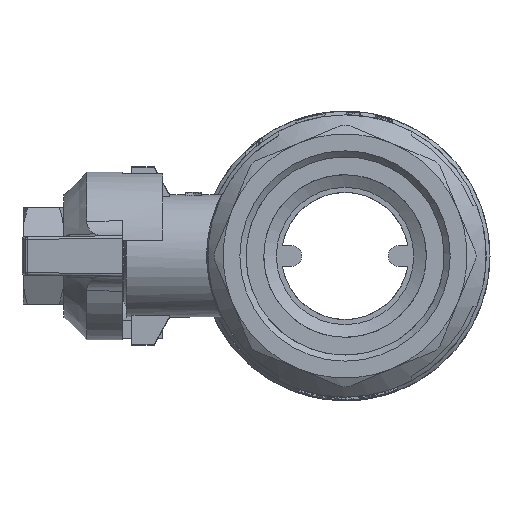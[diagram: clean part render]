
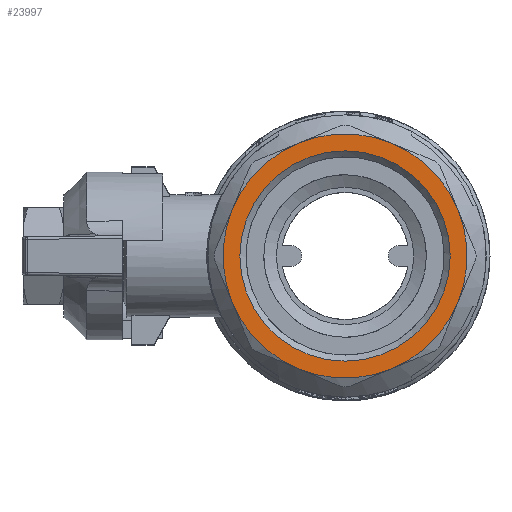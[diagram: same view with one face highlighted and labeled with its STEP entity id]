
A CAD part, left-side view. The second image highlights one B-rep face of the part: STEP entity #23997.
In plain terms, the highlighted face is planar.
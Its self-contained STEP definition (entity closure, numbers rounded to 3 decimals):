
#3024=PLANE('',#27443);
#3391=CIRCLE('',#27270,24.);
#3417=CIRCLE('',#27343,24.);
#3419=CIRCLE('',#27347,24.);
#3433=CIRCLE('',#27417,24.);
#3434=CIRCLE('',#27419,24.);
#3437=CIRCLE('',#27427,24.);
#3441=CIRCLE('',#27436,24.);
#3445=CIRCLE('',#27444,24.);
#3446=CIRCLE('',#27445,20.676);
#10272=ORIENTED_EDGE('',*,*,#14071,.T.);
#10273=ORIENTED_EDGE('',*,*,#14184,.T.);
#10274=ORIENTED_EDGE('',*,*,#14164,.T.);
#10275=ORIENTED_EDGE('',*,*,#14166,.T.);
#10276=ORIENTED_EDGE('',*,*,#14175,.T.);
#10277=ORIENTED_EDGE('',*,*,#14194,.T.);
#10278=ORIENTED_EDGE('',*,*,#13992,.T.);
#10279=ORIENTED_EDGE('',*,*,#14080,.T.);
#10280=ORIENTED_EDGE('',*,*,#14195,.F.);
#13992=EDGE_CURVE('',#16614,#16616,#3391,.T.);
#14071=EDGE_CURVE('',#16657,#16658,#3417,.T.);
#14080=EDGE_CURVE('',#16616,#16657,#3419,.T.);
#14164=EDGE_CURVE('',#16688,#16687,#3433,.T.);
#14166=EDGE_CURVE('',#16687,#16689,#3434,.T.);
#14175=EDGE_CURVE('',#16689,#16692,#3437,.T.);
#14184=EDGE_CURVE('',#16658,#16688,#3441,.T.);
#14194=EDGE_CURVE('',#16692,#16614,#3445,.T.);
#14195=EDGE_CURVE('',#16702,#16702,#3446,.T.);
#16614=VERTEX_POINT('',#46387);
#16616=VERTEX_POINT('',#46427);
#16657=VERTEX_POINT('',#46723);
#16658=VERTEX_POINT('',#46724);
#16687=VERTEX_POINT('',#47320);
#16688=VERTEX_POINT('',#47396);
#16689=VERTEX_POINT('',#47436);
#16692=VERTEX_POINT('',#47609);
#16702=VERTEX_POINT('',#47937);
#20963=EDGE_LOOP('',(#10272,#10273,#10274,#10275,#10276,#10277,#10278,#10279));
#20964=EDGE_LOOP('',(#10280));
#22458=FACE_BOUND('',#20963,.T.);
#22459=FACE_BOUND('',#20964,.T.);
#23997=ADVANCED_FACE('',(#22458,#22459),#3024,.T.);
#27270=AXIS2_PLACEMENT_3D('',#46428,#34943,#34944);
#27343=AXIS2_PLACEMENT_3D('',#46722,#35133,#35134);
#27347=AXIS2_PLACEMENT_3D('',#46920,#35143,#35144);
#27417=AXIS2_PLACEMENT_3D('',#47397,#35343,#35344);
#27419=AXIS2_PLACEMENT_3D('',#47438,#35347,#35348);
#27427=AXIS2_PLACEMENT_3D('',#47610,#35364,#35365);
#27436=AXIS2_PLACEMENT_3D('',#47772,#35383,#35384);
#27443=AXIS2_PLACEMENT_3D('',#47934,#35399,#35400);
#27444=AXIS2_PLACEMENT_3D('',#47935,#35401,#35402);
#27445=AXIS2_PLACEMENT_3D('',#47936,#35403,#35404);
#34943=DIRECTION('',(0.,0.,-1.));
#34944=DIRECTION('',(-0.924,0.383,0.));
#35133=DIRECTION('',(0.,0.,-1.));
#35134=DIRECTION('',(-0.924,0.383,0.));
#35143=DIRECTION('',(0.,0.,-1.));
#35144=DIRECTION('',(-0.924,0.383,0.));
#35343=DIRECTION('',(0.,0.,-1.));
#35344=DIRECTION('',(-0.924,0.383,0.));
#35347=DIRECTION('',(0.,0.,-1.));
#35348=DIRECTION('',(-0.924,0.383,0.));
#35364=DIRECTION('',(0.,0.,-1.));
#35365=DIRECTION('',(-0.924,0.383,0.));
#35383=DIRECTION('',(0.,0.,-1.));
#35384=DIRECTION('',(-0.924,0.383,0.));
#35399=DIRECTION('',(0.,0.,-1.));
#35400=DIRECTION('',(0.,-1.,0.));
#35401=DIRECTION('',(0.,0.,-1.));
#35402=DIRECTION('',(-0.924,0.383,0.));
#35403=DIRECTION('',(0.,0.,-1.));
#35404=DIRECTION('',(-1.,0.,0.));
#46387=CARTESIAN_POINT('',(9.184,-22.173,0.));
#46427=CARTESIAN_POINT('',(-9.184,-22.173,0.));
#46428=CARTESIAN_POINT('',(0.,0.,0.));
#46722=CARTESIAN_POINT('',(0.,0.,0.));
#46723=CARTESIAN_POINT('',(-22.173,-9.184,0.));
#46724=CARTESIAN_POINT('',(-22.173,9.184,0.));
#46920=CARTESIAN_POINT('',(0.,0.,0.));
#47320=CARTESIAN_POINT('',(9.184,22.173,0.));
#47396=CARTESIAN_POINT('',(-9.184,22.173,0.));
#47397=CARTESIAN_POINT('',(0.,0.,0.));
#47436=CARTESIAN_POINT('',(22.173,9.184,0.));
#47438=CARTESIAN_POINT('',(0.,0.,0.));
#47609=CARTESIAN_POINT('',(22.173,-9.184,0.));
#47610=CARTESIAN_POINT('',(0.,0.,0.));
#47772=CARTESIAN_POINT('',(0.,0.,0.));
#47934=CARTESIAN_POINT('',(-3.029,-12.881,0.));
#47935=CARTESIAN_POINT('',(0.,0.,0.));
#47936=CARTESIAN_POINT('',(0.,0.,0.));
#47937=CARTESIAN_POINT('',(-20.676,0.,0.));
